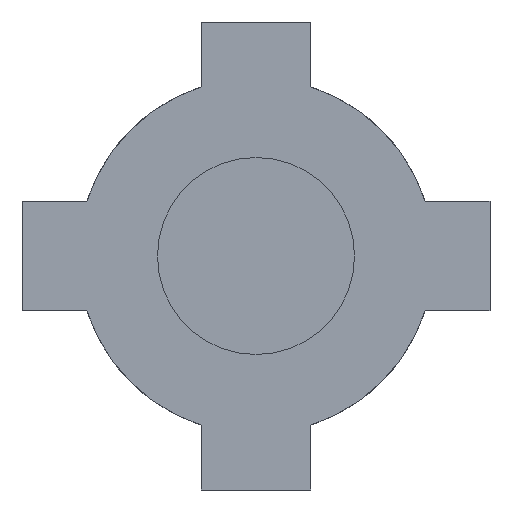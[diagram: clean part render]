
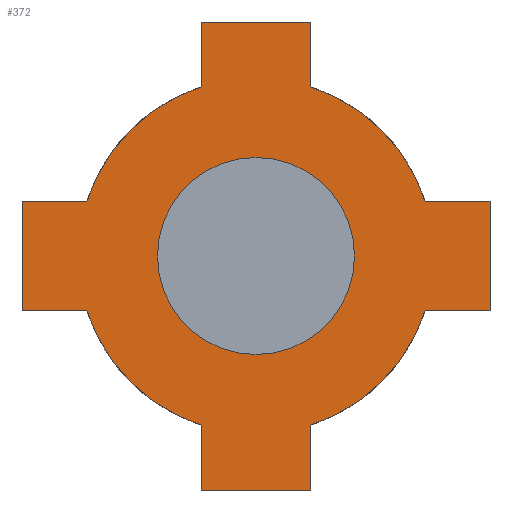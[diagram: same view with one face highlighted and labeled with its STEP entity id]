
A CAD part, front view. The second image highlights one B-rep face of the part: STEP entity #372.
In plain terms, the highlighted planar face has unit normal (0, -1, 0).
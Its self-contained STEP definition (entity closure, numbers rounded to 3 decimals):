
#106=PLANE('',#537);
#142=ORIENTED_EDGE('',*,*,#231,.T.);
#143=ORIENTED_EDGE('',*,*,#246,.T.);
#144=ORIENTED_EDGE('',*,*,#247,.T.);
#145=ORIENTED_EDGE('',*,*,#248,.F.);
#146=ORIENTED_EDGE('',*,*,#243,.T.);
#147=ORIENTED_EDGE('',*,*,#249,.T.);
#148=ORIENTED_EDGE('',*,*,#250,.T.);
#149=ORIENTED_EDGE('',*,*,#251,.F.);
#150=ORIENTED_EDGE('',*,*,#239,.T.);
#151=ORIENTED_EDGE('',*,*,#252,.T.);
#152=ORIENTED_EDGE('',*,*,#253,.T.);
#153=ORIENTED_EDGE('',*,*,#254,.F.);
#154=ORIENTED_EDGE('',*,*,#235,.T.);
#155=ORIENTED_EDGE('',*,*,#255,.T.);
#156=ORIENTED_EDGE('',*,*,#256,.T.);
#157=ORIENTED_EDGE('',*,*,#257,.F.);
#158=ORIENTED_EDGE('',*,*,#258,.F.);
#231=EDGE_CURVE('',#284,#283,#402,.T.);
#235=EDGE_CURVE('',#288,#287,#404,.T.);
#239=EDGE_CURVE('',#292,#291,#406,.T.);
#243=EDGE_CURVE('',#281,#295,#408,.T.);
#246=EDGE_CURVE('',#283,#298,#444,.T.);
#247=EDGE_CURVE('',#298,#299,#445,.T.);
#248=EDGE_CURVE('',#281,#299,#446,.T.);
#249=EDGE_CURVE('',#295,#300,#447,.T.);
#250=EDGE_CURVE('',#300,#301,#448,.T.);
#251=EDGE_CURVE('',#292,#301,#449,.T.);
#252=EDGE_CURVE('',#291,#302,#450,.T.);
#253=EDGE_CURVE('',#302,#303,#451,.T.);
#254=EDGE_CURVE('',#288,#303,#452,.T.);
#255=EDGE_CURVE('',#287,#304,#453,.T.);
#256=EDGE_CURVE('',#304,#305,#454,.T.);
#257=EDGE_CURVE('',#284,#305,#455,.T.);
#258=EDGE_CURVE('',#306,#306,#411,.T.);
#281=VERTEX_POINT('',#732);
#283=VERTEX_POINT('',#736);
#284=VERTEX_POINT('',#738);
#287=VERTEX_POINT('',#744);
#288=VERTEX_POINT('',#746);
#291=VERTEX_POINT('',#752);
#292=VERTEX_POINT('',#754);
#295=VERTEX_POINT('',#760);
#298=VERTEX_POINT('',#769);
#299=VERTEX_POINT('',#771);
#300=VERTEX_POINT('',#774);
#301=VERTEX_POINT('',#776);
#302=VERTEX_POINT('',#779);
#303=VERTEX_POINT('',#781);
#304=VERTEX_POINT('',#784);
#305=VERTEX_POINT('',#786);
#306=VERTEX_POINT('',#789);
#319=EDGE_LOOP('',(#142,#143,#144,#145,#146,#147,#148,#149,#150,#151,#152,
#153,#154,#155,#156,#157));
#320=EDGE_LOOP('',(#158));
#345=FACE_BOUND('',#319,.T.);
#346=FACE_BOUND('',#320,.T.);
#372=ADVANCED_FACE('',(#345,#346),#106,.T.);
#402=CIRCLE('',#527,3.25);
#404=CIRCLE('',#529,3.25);
#406=CIRCLE('',#531,3.25);
#408=CIRCLE('',#533,3.25);
#411=CIRCLE('',#538,1.8);
#444=LINE('',#768,#485);
#445=LINE('',#770,#486);
#446=LINE('',#772,#487);
#447=LINE('',#773,#488);
#448=LINE('',#775,#489);
#449=LINE('',#777,#490);
#450=LINE('',#778,#491);
#451=LINE('',#780,#492);
#452=LINE('',#782,#493);
#453=LINE('',#783,#494);
#454=LINE('',#785,#495);
#455=LINE('',#787,#496);
#485=VECTOR('',#617,1000.);
#486=VECTOR('',#618,1000.);
#487=VECTOR('',#619,1000.);
#488=VECTOR('',#620,1000.);
#489=VECTOR('',#621,1000.);
#490=VECTOR('',#622,1000.);
#491=VECTOR('',#623,1000.);
#492=VECTOR('',#624,1000.);
#493=VECTOR('',#625,1000.);
#494=VECTOR('',#626,1000.);
#495=VECTOR('',#627,1000.);
#496=VECTOR('',#628,1000.);
#527=AXIS2_PLACEMENT_3D('',#737,#589,#590);
#529=AXIS2_PLACEMENT_3D('',#745,#595,#596);
#531=AXIS2_PLACEMENT_3D('',#753,#601,#602);
#533=AXIS2_PLACEMENT_3D('',#761,#607,#608);
#537=AXIS2_PLACEMENT_3D('',#767,#615,#616);
#538=AXIS2_PLACEMENT_3D('',#788,#629,#630);
#589=DIRECTION('',(0.,-1.,0.));
#590=DIRECTION('',(0.,0.,-1.));
#595=DIRECTION('',(0.,-1.,0.));
#596=DIRECTION('',(0.,0.,-1.));
#601=DIRECTION('',(0.,-1.,0.));
#602=DIRECTION('',(0.,0.,-1.));
#607=DIRECTION('',(0.,-1.,0.));
#608=DIRECTION('',(0.,0.,-1.));
#615=DIRECTION('',(0.,-1.,0.));
#616=DIRECTION('',(0.,0.,-1.));
#617=DIRECTION('',(0.,0.,1.));
#618=DIRECTION('',(-1.,0.,0.));
#619=DIRECTION('',(0.,0.,1.));
#620=DIRECTION('',(-1.,0.,0.));
#621=DIRECTION('',(0.,0.,-1.));
#622=DIRECTION('',(-1.,0.,0.));
#623=DIRECTION('',(0.,0.,-1.));
#624=DIRECTION('',(1.,0.,0.));
#625=DIRECTION('',(0.,0.,-1.));
#626=DIRECTION('',(1.,0.,0.));
#627=DIRECTION('',(0.,0.,1.));
#628=DIRECTION('',(1.,0.,0.));
#629=DIRECTION('',(0.,-1.,0.));
#630=DIRECTION('',(0.,0.,-1.));
#732=CARTESIAN_POINT('',(-1.,0.,3.092));
#736=CARTESIAN_POINT('',(1.,0.,3.092));
#737=CARTESIAN_POINT('',(0.,0.,0.));
#738=CARTESIAN_POINT('',(3.092,0.,1.));
#744=CARTESIAN_POINT('',(3.092,0.,-1.));
#745=CARTESIAN_POINT('',(0.,0.,0.));
#746=CARTESIAN_POINT('',(1.,0.,-3.092));
#752=CARTESIAN_POINT('',(-1.,0.,-3.092));
#753=CARTESIAN_POINT('',(0.,0.,0.));
#754=CARTESIAN_POINT('',(-3.092,0.,-1.));
#760=CARTESIAN_POINT('',(-3.092,0.,1.));
#761=CARTESIAN_POINT('',(0.,0.,0.));
#767=CARTESIAN_POINT('',(0.,0.,0.));
#768=CARTESIAN_POINT('',(1.,0.,2.75));
#769=CARTESIAN_POINT('',(1.,0.,4.278));
#770=CARTESIAN_POINT('',(0.,0.,4.278));
#771=CARTESIAN_POINT('',(-1.,0.,4.278));
#772=CARTESIAN_POINT('',(-1.,0.,2.75));
#773=CARTESIAN_POINT('',(-2.75,0.,1.));
#774=CARTESIAN_POINT('',(-4.278,0.,1.));
#775=CARTESIAN_POINT('',(-4.278,0.,0.));
#776=CARTESIAN_POINT('',(-4.278,0.,-1.));
#777=CARTESIAN_POINT('',(-2.75,0.,-1.));
#778=CARTESIAN_POINT('',(-1.,0.,-2.75));
#779=CARTESIAN_POINT('',(-1.,0.,-4.278));
#780=CARTESIAN_POINT('',(0.,0.,-4.278));
#781=CARTESIAN_POINT('',(1.,0.,-4.278));
#782=CARTESIAN_POINT('',(1.,0.,-2.75));
#783=CARTESIAN_POINT('',(2.75,0.,-1.));
#784=CARTESIAN_POINT('',(4.278,0.,-1.));
#785=CARTESIAN_POINT('',(4.278,0.,0.));
#786=CARTESIAN_POINT('',(4.278,0.,1.));
#787=CARTESIAN_POINT('',(2.75,0.,1.));
#788=CARTESIAN_POINT('',(0.,0.,0.));
#789=CARTESIAN_POINT('',(0.,0.,-1.8));
